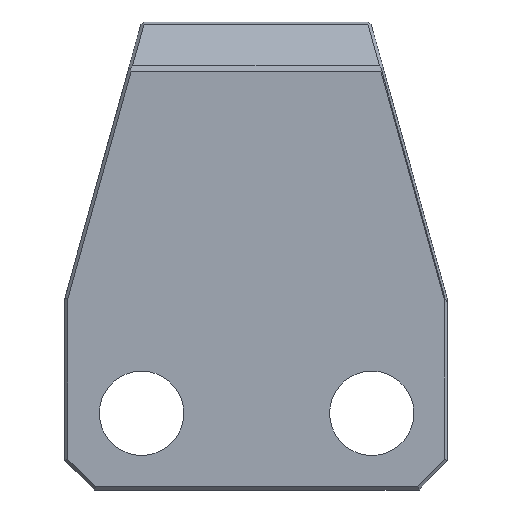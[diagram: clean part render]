
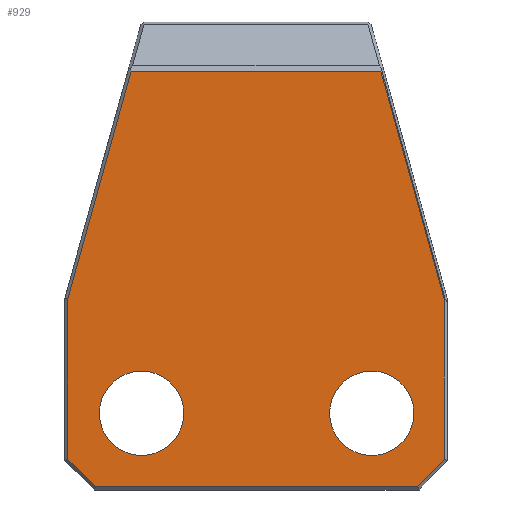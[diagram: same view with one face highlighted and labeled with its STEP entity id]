
A CAD part, left-side view. The second image highlights one B-rep face of the part: STEP entity #929.
In plain terms, the highlighted planar face has unit normal (-1, 0, 0).
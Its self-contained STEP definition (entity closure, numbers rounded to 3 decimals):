
#15=FACE_BOUND('',#136,.T.);
#16=FACE_BOUND('',#137,.T.);
#30=CIRCLE('',#995,2.75);
#31=CIRCLE('',#996,2.75);
#84=FACE_OUTER_BOUND('',#135,.T.);
#135=EDGE_LOOP('',(#807,#808,#809,#810,#811,#812,#813,#814));
#136=EDGE_LOOP('',(#815));
#137=EDGE_LOOP('',(#816));
#201=LINE('',#1679,#297);
#214=LINE('',#1705,#310);
#217=LINE('',#1710,#313);
#219=LINE('',#1715,#315);
#222=LINE('',#1721,#318);
#225=LINE('',#1727,#321);
#228=LINE('',#1732,#324);
#230=LINE('',#1735,#326);
#297=VECTOR('',#1126,10.);
#310=VECTOR('',#1147,10.);
#313=VECTOR('',#1152,10.);
#315=VECTOR('',#1158,10.);
#318=VECTOR('',#1163,10.);
#321=VECTOR('',#1168,10.);
#324=VECTOR('',#1173,10.);
#326=VECTOR('',#1177,10.);
#422=VERTEX_POINT('',#1676);
#423=VERTEX_POINT('',#1678);
#431=VERTEX_POINT('',#1702);
#432=VERTEX_POINT('',#1704);
#433=VERTEX_POINT('',#1708);
#434=VERTEX_POINT('',#1714);
#436=VERTEX_POINT('',#1720);
#438=VERTEX_POINT('',#1726);
#443=VERTEX_POINT('',#1749);
#444=VERTEX_POINT('',#1751);
#536=EDGE_CURVE('',#422,#423,#201,.T.);
#549=EDGE_CURVE('',#431,#432,#214,.T.);
#552=EDGE_CURVE('',#433,#431,#217,.T.);
#554=EDGE_CURVE('',#432,#434,#219,.T.);
#557=EDGE_CURVE('',#434,#436,#222,.T.);
#560=EDGE_CURVE('',#436,#438,#225,.T.);
#563=EDGE_CURVE('',#438,#422,#228,.T.);
#565=EDGE_CURVE('',#423,#433,#230,.T.);
#572=EDGE_CURVE('',#443,#443,#30,.T.);
#573=EDGE_CURVE('',#444,#444,#31,.T.);
#807=ORIENTED_EDGE('',*,*,#552,.F.);
#808=ORIENTED_EDGE('',*,*,#565,.F.);
#809=ORIENTED_EDGE('',*,*,#536,.F.);
#810=ORIENTED_EDGE('',*,*,#563,.F.);
#811=ORIENTED_EDGE('',*,*,#560,.F.);
#812=ORIENTED_EDGE('',*,*,#557,.F.);
#813=ORIENTED_EDGE('',*,*,#554,.F.);
#814=ORIENTED_EDGE('',*,*,#549,.F.);
#815=ORIENTED_EDGE('',*,*,#572,.T.);
#816=ORIENTED_EDGE('',*,*,#573,.T.);
#880=PLANE('',#994);
#929=ADVANCED_FACE('',(#84,#15,#16),#880,.T.);
#994=AXIS2_PLACEMENT_3D('',#1748,#1190,#1191);
#995=AXIS2_PLACEMENT_3D('',#1750,#1192,#1193);
#996=AXIS2_PLACEMENT_3D('',#1752,#1194,#1195);
#1126=DIRECTION('',(0.,-0.268,0.964));
#1147=DIRECTION('',(0.,0.,-1.));
#1152=DIRECTION('',(0.,-0.268,-0.964));
#1158=DIRECTION('',(0.,0.691,-0.723));
#1163=DIRECTION('',(0.,1.,0.));
#1168=DIRECTION('',(0.,0.707,0.707));
#1173=DIRECTION('',(0.,0.,1.));
#1177=DIRECTION('',(0.,-1.,0.));
#1190=DIRECTION('center_axis',(-1.,0.,0.));
#1191=DIRECTION('ref_axis',(0.,-1.,0.));
#1192=DIRECTION('center_axis',(1.,0.,0.));
#1193=DIRECTION('ref_axis',(0.,-1.,0.));
#1194=DIRECTION('center_axis',(1.,0.,0.));
#1195=DIRECTION('ref_axis',(0.,-1.,0.));
#1676=CARTESIAN_POINT('',(-188.,157.3,-136.027));
#1678=CARTESIAN_POINT('',(-188.,153.181,-121.2));
#1679=CARTESIAN_POINT('',(-188.,155.257,-128.671));
#1702=CARTESIAN_POINT('',(-188.,132.786,-136.027));
#1704=CARTESIAN_POINT('',(-188.,132.786,-146.506));
#1705=CARTESIAN_POINT('',(-188.,132.786,-139.918));
#1708=CARTESIAN_POINT('',(-188.,136.904,-121.2));
#1710=CARTESIAN_POINT('',(-188.,134.829,-128.671));
#1714=CARTESIAN_POINT('',(-188.,134.5,-148.3));
#1715=CARTESIAN_POINT('',(-188.,133.286,-147.029));
#1720=CARTESIAN_POINT('',(-188.,155.503,-148.3));
#1721=CARTESIAN_POINT('',(-188.,150.314,-148.3));
#1726=CARTESIAN_POINT('',(-188.,157.3,-146.503));
#1727=CARTESIAN_POINT('',(-188.,157.578,-146.225));
#1732=CARTESIAN_POINT('',(-188.,157.3,-125.625));
#1735=CARTESIAN_POINT('',(-188.,141.929,-121.2));
#1748=CARTESIAN_POINT('Origin',(-188.,145.043,-133.25));
#1749=CARTESIAN_POINT('',(-188.,155.25,-143.5));
#1750=CARTESIAN_POINT('Origin',(-188.,152.5,-143.5));
#1751=CARTESIAN_POINT('',(-188.,140.25,-143.5));
#1752=CARTESIAN_POINT('Origin',(-188.,137.5,-143.5));
